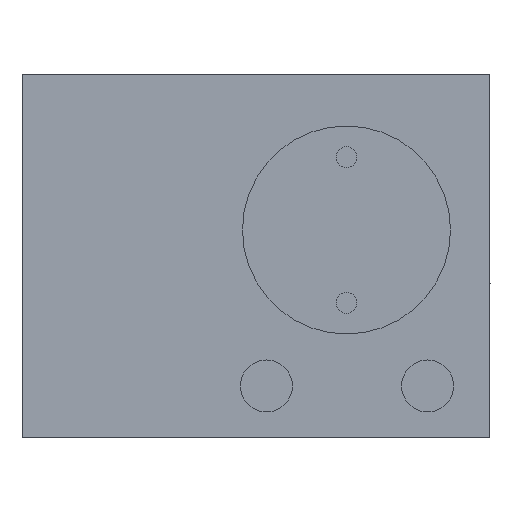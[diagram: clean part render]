
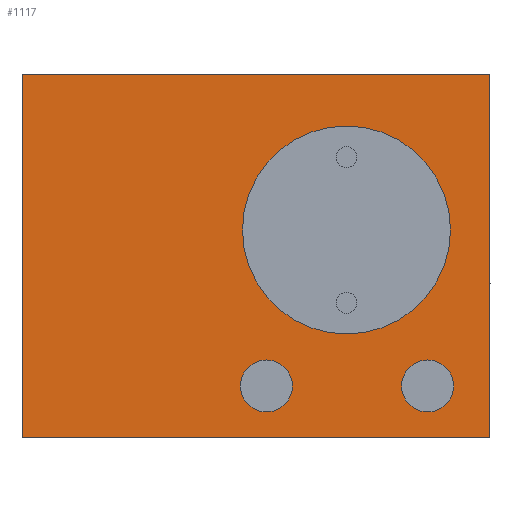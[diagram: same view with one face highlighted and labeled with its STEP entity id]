
A CAD part, left-side view. The second image highlights one B-rep face of the part: STEP entity #1117.
In plain terms, the highlighted planar face has unit normal (-1, 0, 0).
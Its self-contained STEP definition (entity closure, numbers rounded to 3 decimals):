
#4 = VERTEX_POINT ( 'NONE', #7775 ) ;
#36 = EDGE_CURVE ( 'NONE', #56, #55, #7823, .T. ) ;
#50 = EDGE_CURVE ( 'NONE', #60, #62, #7900, .T. ) ;
#55 = VERTEX_POINT ( 'NONE', #7901 ) ;
#56 = VERTEX_POINT ( 'NONE', #7891 ) ;
#60 = VERTEX_POINT ( 'NONE', #7882 ) ;
#62 = VERTEX_POINT ( 'NONE', #7881 ) ;
#1078 = EDGE_LOOP ( 'NONE', ( #1140, #1130 ) ) ;
#1116 = EDGE_LOOP ( 'NONE', ( #1120, #1146 ) ) ;
#1117 = ADVANCED_FACE ( 'NONE', ( #9715, #9789, #9753, #9741 ), #9742, .F. ) ;
#1120 = ORIENTED_EDGE ( 'NONE', *, *, #50, .T. ) ;
#1127 = EDGE_CURVE ( 'NONE', #13503, #4, #9778, .T. ) ;
#1128 = ORIENTED_EDGE ( 'NONE', *, *, #1131, .T. ) ;
#1129 = ORIENTED_EDGE ( 'NONE', *, *, #36, .T. ) ;
#1130 = ORIENTED_EDGE ( 'NONE', *, *, #1127, .T. ) ;
#1131 = EDGE_CURVE ( 'NONE', #55, #56, #9818, .T. ) ;
#1133 = ORIENTED_EDGE ( 'NONE', *, *, #1136, .T. ) ;
#1134 = EDGE_LOOP ( 'NONE', ( #1129, #1128 ) ) ;
#1135 = VERTEX_POINT ( 'NONE', #9768 ) ;
#1136 = EDGE_CURVE ( 'NONE', #1135, #1141, #9814, .T. ) ;
#1137 = EDGE_CURVE ( 'NONE', #1135, #7145, #9807, .T. ) ;
#1138 = ORIENTED_EDGE ( 'NONE', *, *, #1137, .F. ) ;
#1139 = ORIENTED_EDGE ( 'NONE', *, *, #7166, .F. ) ;
#1140 = ORIENTED_EDGE ( 'NONE', *, *, #13497, .T. ) ;
#1141 = VERTEX_POINT ( 'NONE', #9819 ) ;
#1142 = EDGE_LOOP ( 'NONE', ( #1143, #1139, #1138, #1133 ) ) ;
#1143 = ORIENTED_EDGE ( 'NONE', *, *, #1144, .T. ) ;
#1144 = EDGE_CURVE ( 'NONE', #1141, #7162, #9769, .T. ) ;
#1145 = EDGE_CURVE ( 'NONE', #62, #60, #9813, .T. ) ;
#1146 = ORIENTED_EDGE ( 'NONE', *, *, #1145, .T. ) ;
#4439 = CARTESIAN_POINT ( 'NONE',  ( -46.5, -22.5, 35. ) ) ;
#4441 = DIRECTION ( 'NONE',  ( 0., 0., -1. ) ) ;
#4442 = VECTOR ( 'NONE', #4441, 1000. ) ;
#4443 = CARTESIAN_POINT ( 'NONE',  ( -46.5, -22.5, 35. ) ) ;
#4458 = LINE ( 'NONE', #4443, #4442 ) ;
#4460 = CARTESIAN_POINT ( 'NONE',  ( -46.5, -22.5, 0. ) ) ;
#6236 = CIRCLE ( 'NONE', #6286, 2.5 ) ;
#6284 = CARTESIAN_POINT ( 'NONE',  ( -46.5, -16.5, 5. ) ) ;
#6286 = AXIS2_PLACEMENT_3D ( 'NONE', #6284, #6341, #6340 ) ;
#6337 = CARTESIAN_POINT ( 'NONE',  ( -46.5, -16.5, 2.5 ) ) ;
#6340 = DIRECTION ( 'NONE',  ( 0., 0., -1. ) ) ;
#6341 = DIRECTION ( 'NONE',  ( 1., 0., 0. ) ) ;
#7145 = VERTEX_POINT ( 'NONE', #4439 ) ;
#7162 = VERTEX_POINT ( 'NONE', #4460 ) ;
#7166 = EDGE_CURVE ( 'NONE', #7145, #7162, #4458, .T. ) ;
#7775 = CARTESIAN_POINT ( 'NONE',  ( -46.5, -16.5, 7.5 ) ) ;
#7823 = CIRCLE ( 'NONE', #7871, 10. ) ;
#7868 = DIRECTION ( 'NONE',  ( 0., 0., -1. ) ) ;
#7869 = DIRECTION ( 'NONE',  ( 1., 0., 0. ) ) ;
#7870 = CARTESIAN_POINT ( 'NONE',  ( -46.5, -8.7, 20. ) ) ;
#7871 = AXIS2_PLACEMENT_3D ( 'NONE', #7870, #7869, #7868 ) ;
#7874 = AXIS2_PLACEMENT_3D ( 'NONE', #7894, #7893, #7892 ) ;
#7881 = CARTESIAN_POINT ( 'NONE',  ( -46.5, -1., 2.5 ) ) ;
#7882 = CARTESIAN_POINT ( 'NONE',  ( -46.5, -1., 7.5 ) ) ;
#7891 = CARTESIAN_POINT ( 'NONE',  ( -46.5, -8.7, 30. ) ) ;
#7892 = DIRECTION ( 'NONE',  ( 0., 0., -1. ) ) ;
#7893 = DIRECTION ( 'NONE',  ( 1., 0., 0. ) ) ;
#7894 = CARTESIAN_POINT ( 'NONE',  ( -46.5, -1., 5. ) ) ;
#7900 = CIRCLE ( 'NONE', #7874, 2.5 ) ;
#7901 = CARTESIAN_POINT ( 'NONE',  ( -46.5, -8.7, 10. ) ) ;
#9715 = FACE_BOUND ( 'NONE', #1116, .T. ) ;
#9736 = AXIS2_PLACEMENT_3D ( 'NONE', #9786, #9785, #9784 ) ;
#9741 = FACE_BOUND ( 'NONE', #1078, .T. ) ;
#9742 = PLANE ( 'NONE',  #9736 ) ;
#9753 = FACE_BOUND ( 'NONE', #1134, .T. ) ;
#9763 = AXIS2_PLACEMENT_3D ( 'NONE', #9817, #9816, #9815 ) ;
#9764 = CARTESIAN_POINT ( 'NONE',  ( -46.5, 22.5, 35. ) ) ;
#9765 = DIRECTION ( 'NONE',  ( 0., 0., -1. ) ) ;
#9766 = DIRECTION ( 'NONE',  ( 1., 0., 0. ) ) ;
#9767 = CARTESIAN_POINT ( 'NONE',  ( -46.5, -16.5, 5. ) ) ;
#9768 = CARTESIAN_POINT ( 'NONE',  ( -46.5, 22.5, 35. ) ) ;
#9769 = LINE ( 'NONE', #9802, #9801 ) ;
#9777 = AXIS2_PLACEMENT_3D ( 'NONE', #9767, #9766, #9765 ) ;
#9778 = CIRCLE ( 'NONE', #9777, 2.5 ) ;
#9784 = DIRECTION ( 'NONE',  ( 0., 1., 0. ) ) ;
#9785 = DIRECTION ( 'NONE',  ( 1., 0., 0. ) ) ;
#9786 = CARTESIAN_POINT ( 'NONE',  ( -46.5, 22.5, 35. ) ) ;
#9789 = FACE_OUTER_BOUND ( 'NONE', #1142, .T. ) ;
#9795 = DIRECTION ( 'NONE',  ( 0., 0., -1. ) ) ;
#9796 = DIRECTION ( 'NONE',  ( 1., 0., 0. ) ) ;
#9797 = CARTESIAN_POINT ( 'NONE',  ( -46.5, -1., 5. ) ) ;
#9800 = DIRECTION ( 'NONE',  ( 0., -1., 0. ) ) ;
#9801 = VECTOR ( 'NONE', #9800, 1000. ) ;
#9802 = CARTESIAN_POINT ( 'NONE',  ( -46.5, 22.5, 0. ) ) ;
#9804 = DIRECTION ( 'NONE',  ( 0., -1., 0. ) ) ;
#9805 = VECTOR ( 'NONE', #9804, 1000. ) ;
#9806 = CARTESIAN_POINT ( 'NONE',  ( -46.5, 22.5, 35. ) ) ;
#9807 = LINE ( 'NONE', #9806, #9805 ) ;
#9810 = DIRECTION ( 'NONE',  ( 0., 0., -1. ) ) ;
#9811 = VECTOR ( 'NONE', #9810, 1000. ) ;
#9812 = AXIS2_PLACEMENT_3D ( 'NONE', #9797, #9796, #9795 ) ;
#9813 = CIRCLE ( 'NONE', #9812, 2.5 ) ;
#9814 = LINE ( 'NONE', #9764, #9811 ) ;
#9815 = DIRECTION ( 'NONE',  ( 0., 0., -1. ) ) ;
#9816 = DIRECTION ( 'NONE',  ( 1., 0., 0. ) ) ;
#9817 = CARTESIAN_POINT ( 'NONE',  ( -46.5, -8.7, 20. ) ) ;
#9818 = CIRCLE ( 'NONE', #9763, 10. ) ;
#9819 = CARTESIAN_POINT ( 'NONE',  ( -46.5, 22.5, 0. ) ) ;
#13497 = EDGE_CURVE ( 'NONE', #4, #13503, #6236, .T. ) ;
#13503 = VERTEX_POINT ( 'NONE', #6337 ) ;
